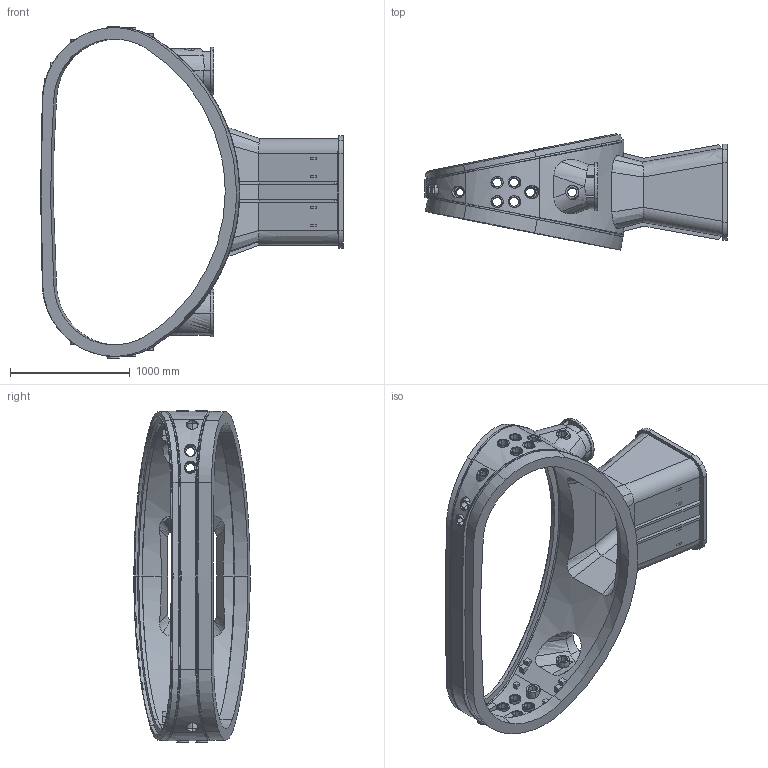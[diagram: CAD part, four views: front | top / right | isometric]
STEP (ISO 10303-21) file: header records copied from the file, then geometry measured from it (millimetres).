
FILE_DESCRIPTION(('CATIA V5 STEP Exchange'),'2;1');
FILE_NAME('seg3.stp','2016-05-12T08:34:06+00:00',('none'),('none'),'Version 5-6 Release 2013','CATIA V5 STEP AP203','none');
FILE_SCHEMA(('CONFIG_CONTROL_DESIGN'));
Products named in the file (1): _kluger_schweizer_cv_seg3
Bounding box: 2526.39 x 970.55 x 2770 mm (x, y, z)
Volume: 335465590.5 mm3; surface area: 18102191.2 mm2
Topology: 3 solids, 6 shells, 1066 faces, 2863 edges, 1854 vertices
Faces by surface type: bspline 801, plane 261, extrusion 4
Entity records: 46095 total; most frequent: CARTESIAN_POINT 27941, ORIENTED_EDGE 5722, EDGE_CURVE 2861, VERTEX_POINT 1852, B_SPLINE_CURVE_WITH_KNOTS 1597, EDGE_LOOP 1163, ADVANCED_FACE 1066, FACE_OUTER_BOUND 1066
